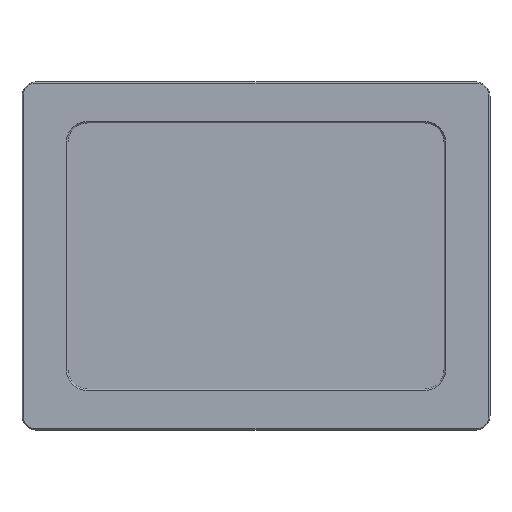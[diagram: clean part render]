
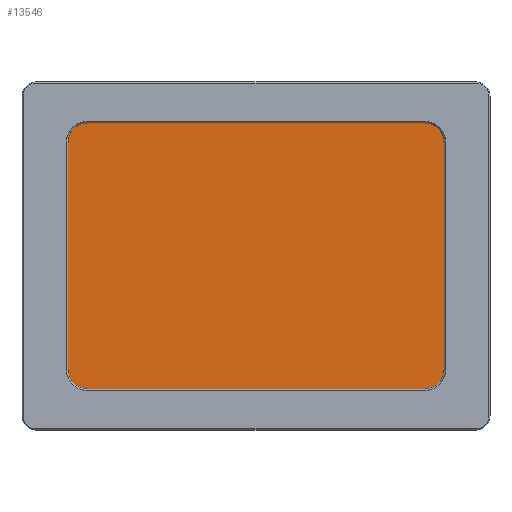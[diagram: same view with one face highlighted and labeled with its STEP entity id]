
A CAD part, top view. The second image highlights one B-rep face of the part: STEP entity #13546.
In plain terms, the highlighted planar face has unit normal (0, 0, 1).
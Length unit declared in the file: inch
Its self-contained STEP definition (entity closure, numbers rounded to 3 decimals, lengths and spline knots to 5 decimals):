
#319=PLANE('',#14342);
#816=FACE_OUTER_BOUND('',#1579,.T.);
#1579=EDGE_LOOP('',(#8834,#8835,#8836,#8837,#8838,#8839,#8840,#8841));
#2434=CIRCLE('',#14343,0.50118);
#2435=CIRCLE('',#14344,0.50118);
#2436=CIRCLE('',#14345,0.50118);
#2437=CIRCLE('',#14346,0.50118);
#3004=LINE('',#18994,#4311);
#3005=LINE('',#18998,#4312);
#3006=LINE('',#19002,#4313);
#3007=LINE('',#19006,#4314);
#4311=VECTOR('',#15418,0.3937);
#4312=VECTOR('',#15421,0.3937);
#4313=VECTOR('',#15424,0.3937);
#4314=VECTOR('',#15427,0.3937);
#5633=VERTEX_POINT('',#18992);
#5634=VERTEX_POINT('',#18993);
#5635=VERTEX_POINT('',#18995);
#5636=VERTEX_POINT('',#18997);
#5637=VERTEX_POINT('',#18999);
#5638=VERTEX_POINT('',#19001);
#5639=VERTEX_POINT('',#19003);
#5640=VERTEX_POINT('',#19005);
#6900=EDGE_CURVE('',#5633,#5634,#3004,.T.);
#6901=EDGE_CURVE('',#5635,#5633,#2434,.T.);
#6902=EDGE_CURVE('',#5636,#5635,#3005,.T.);
#6903=EDGE_CURVE('',#5637,#5636,#2435,.T.);
#6904=EDGE_CURVE('',#5638,#5637,#3006,.T.);
#6905=EDGE_CURVE('',#5639,#5638,#2436,.T.);
#6906=EDGE_CURVE('',#5640,#5639,#3007,.T.);
#6907=EDGE_CURVE('',#5634,#5640,#2437,.T.);
#8834=ORIENTED_EDGE('',*,*,#6900,.F.);
#8835=ORIENTED_EDGE('',*,*,#6901,.F.);
#8836=ORIENTED_EDGE('',*,*,#6902,.F.);
#8837=ORIENTED_EDGE('',*,*,#6903,.F.);
#8838=ORIENTED_EDGE('',*,*,#6904,.F.);
#8839=ORIENTED_EDGE('',*,*,#6905,.F.);
#8840=ORIENTED_EDGE('',*,*,#6906,.F.);
#8841=ORIENTED_EDGE('',*,*,#6907,.F.);
#13546=ADVANCED_FACE('',(#816),#319,.T.);
#14342=AXIS2_PLACEMENT_3D('',#18991,#15416,#15417);
#14343=AXIS2_PLACEMENT_3D('',#18996,#15419,#15420);
#14344=AXIS2_PLACEMENT_3D('',#19000,#15422,#15423);
#14345=AXIS2_PLACEMENT_3D('',#19004,#15425,#15426);
#14346=AXIS2_PLACEMENT_3D('',#19007,#15428,#15429);
#15416=DIRECTION('center_axis',(0.,0.,
1.));
#15417=DIRECTION('ref_axis',(-1.,0.,0.));
#15418=DIRECTION('',(0.,-1.,0.));
#15419=DIRECTION('center_axis',(0.,0.,
-1.));
#15420=DIRECTION('ref_axis',(-1.,0.,0.));
#15421=DIRECTION('',(1.,0.,0.));
#15422=DIRECTION('center_axis',(0.,0.,
-1.));
#15423=DIRECTION('ref_axis',(0.,-1.,0.));
#15424=DIRECTION('',(0.,1.,0.));
#15425=DIRECTION('center_axis',(0.,0.,
-1.));
#15426=DIRECTION('ref_axis',(1.,0.,0.));
#15427=DIRECTION('',(-1.,0.,0.));
#15428=DIRECTION('center_axis',(0.,0.,
-1.));
#15429=DIRECTION('ref_axis',(0.,1.,0.));
#18991=CARTESIAN_POINT('Origin',(7.16828,4.49429,0.55));
#18992=CARTESIAN_POINT('',(12.02364,7.4274,0.55));
#18993=CARTESIAN_POINT('',(12.02364,1.56118,0.55));
#18994=CARTESIAN_POINT('',(12.02364,5.96085,0.55));
#18995=CARTESIAN_POINT('',(11.52246,7.92858,0.55));
#18996=CARTESIAN_POINT('Origin',(11.52246,7.4274,0.55));
#18997=CARTESIAN_POINT('',(2.81411,7.92858,0.55));
#18998=CARTESIAN_POINT('',(4.9912,7.92858,0.55));
#18999=CARTESIAN_POINT('',(2.31293,7.4274,0.55));
#19000=CARTESIAN_POINT('Origin',(2.81411,7.4274,0.55));
#19001=CARTESIAN_POINT('',(2.31293,1.56118,0.55));
#19002=CARTESIAN_POINT('',(2.31293,3.02774,0.55));
#19003=CARTESIAN_POINT('',(2.81411,1.06,0.55));
#19004=CARTESIAN_POINT('Origin',(2.81411,1.56118,0.55));
#19005=CARTESIAN_POINT('',(11.52246,1.06,0.55));
#19006=CARTESIAN_POINT('',(9.34537,1.06,0.55));
#19007=CARTESIAN_POINT('Origin',(11.52246,1.56118,0.55));
